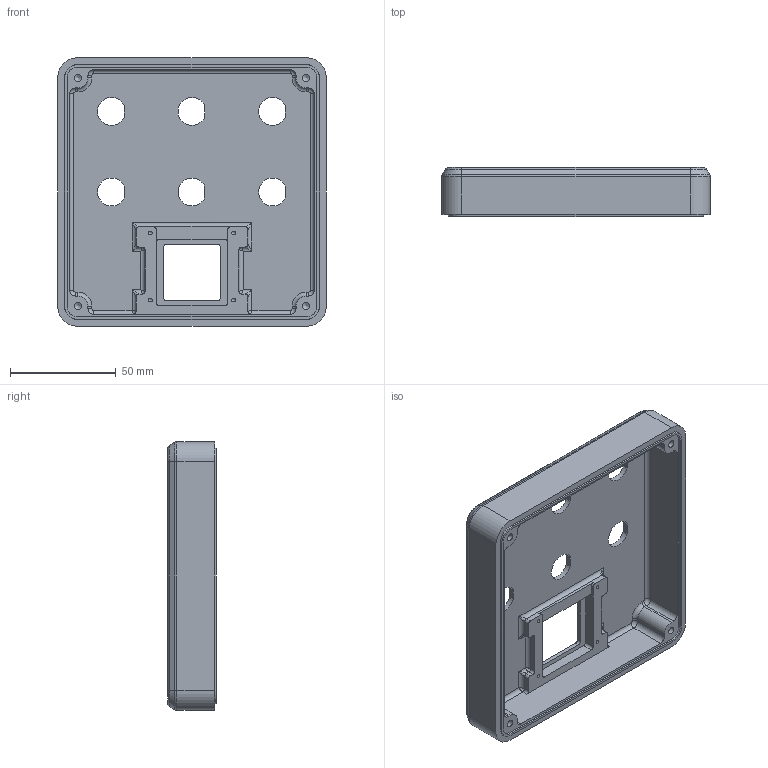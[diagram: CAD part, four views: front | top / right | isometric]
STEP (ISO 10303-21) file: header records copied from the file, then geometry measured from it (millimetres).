
FILE_DESCRIPTION (( 'STEP AP203' ), '1' );
FILE_NAME ('smoker controller lid no text.STEP', '2023-09-07T14:06:48', ( '' ), ( '' ), 'SwSTEP 2.0', 'SolidWorks 2020', '' );
FILE_SCHEMA (( 'CONFIG_CONTROL_DESIGN' ));
Length unit declared in the file: inch
Products named in the file (1): smoker controller lid no text
Bounding box: 127 x 22.99 x 127 mm (x, y, z)
Volume: 97202.9 mm3; surface area: 50810.3 mm2
Topology: 1 solids, 1 shells, 197 faces, 496 edges, 292 vertices
Faces by surface type: cylinder 84, plane 61, cone 20, torus 20, bspline 12
Full cylindrical faces by diameter (mm): 1.778 x4, 3.454 x4
Entity records: 6145 total; most frequent: CARTESIAN_POINT 1506, DIRECTION 992, ORIENTED_EDGE 920, EDGE_CURVE 460, AXIS2_PLACEMENT_3D 370, VERTEX_POINT 284, LINE 252, VECTOR 252
